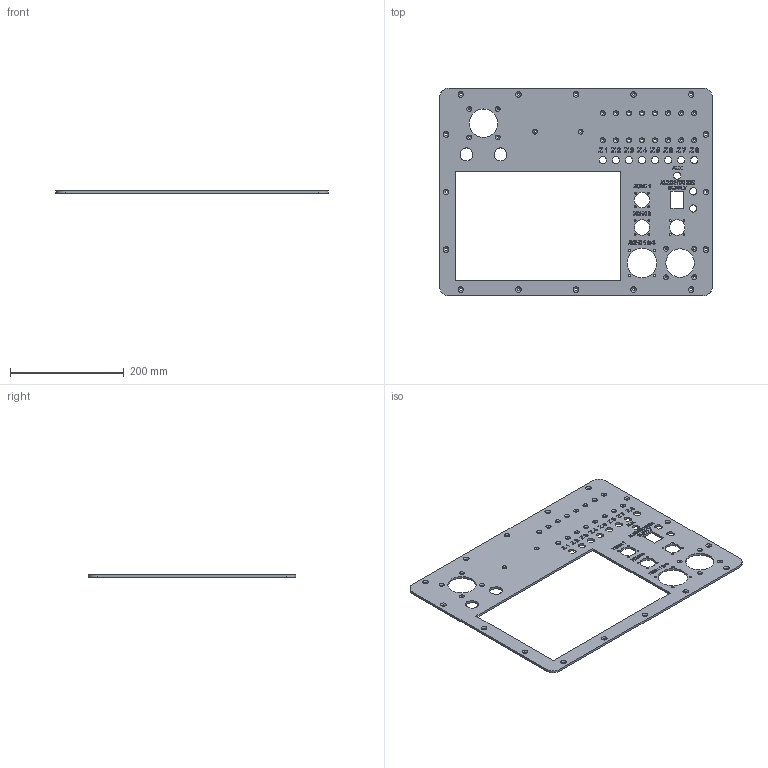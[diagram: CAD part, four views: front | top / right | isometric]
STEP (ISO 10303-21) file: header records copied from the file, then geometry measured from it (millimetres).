
FILE_DESCRIPTION(/* description */ (''),/* implementation_level */ '2;1');
FILE_NAME(/* name */ 'FAMA0034 v25.step',/* time_stamp */ '2024-04-09T14:37:08+02:00',/* author */ (''),/* organization */ (''),/* preprocessor_version */ 'ST-DEVELOPER v20',/* originating_system */ 'Autodesk Translation Framework v12.20.1.177',/* authorisation */ '');
FILE_SCHEMA (('AUTOMOTIVE_DESIGN { 1 0 10303 214 3 1 1 }'));
Length unit declared in the file: millimetre
Products named in the file (2): FAMA0034; FAMB0034
Assembly tree (1 placements, depth 2):
  FAMA0034
    FAMB0034
Bounding box: 479.7 x 365.91 x 4 mm (x, y, z)
Volume: 429715 mm3; surface area: 234901.8 mm2
Topology: 1 solids, 1 shells, 1069 faces, 2940 edges, 1946 vertices
Faces by surface type: plane 522, bspline 415, cylinder 90, cone 42
Full cylindrical faces by diameter (mm): 3.2 x12, 4 x10, 4.2 x4, 4.5 x16, 4.854 x16, 27 x3, 50 x2, 52 x1
Entity records: 37891 total; most frequent: CARTESIAN_POINT 12965, ORIENTED_EDGE 5880, DIRECTION 3662, EDGE_CURVE 2940, VERTEX_POINT 1946, LINE 1888, VECTOR 1888, EDGE_LOOP 1300
